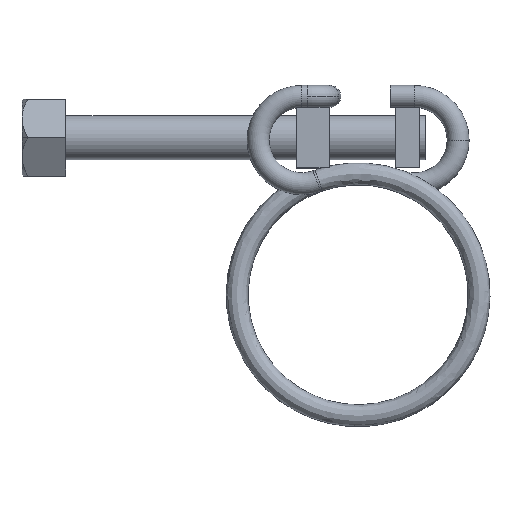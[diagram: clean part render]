
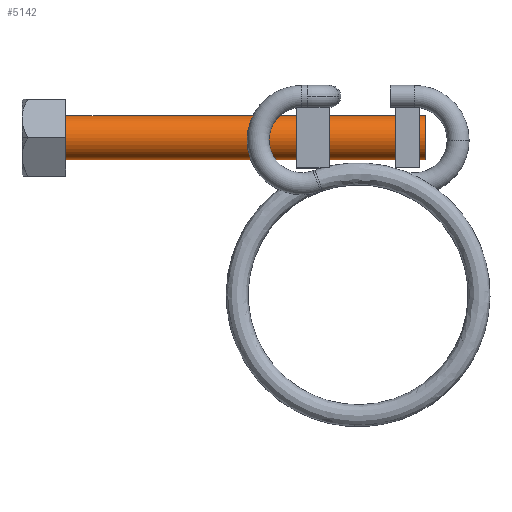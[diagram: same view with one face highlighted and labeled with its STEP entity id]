
A CAD part, top view. The second image highlights one B-rep face of the part: STEP entity #5142.
In plain terms, the highlighted cylindrical face has radius 2 mm (diameter 4 mm), a partial arc.
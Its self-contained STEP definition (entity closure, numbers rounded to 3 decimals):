
#85 = CARTESIAN_POINT ( 'NONE',  ( -26.578, 12.3, 0. ) ) ;
#293 = CIRCLE ( 'NONE', #4358, 2. ) ;
#689 = ORIENTED_EDGE ( 'NONE', *, *, #1533, .T. ) ;
#723 = VECTOR ( 'NONE', #1810, 1000. ) ;
#1082 = ORIENTED_EDGE ( 'NONE', *, *, #4287, .F. ) ;
#1119 = CARTESIAN_POINT ( 'NONE',  ( 6.122, 12.3, 0. ) ) ;
#1291 = ORIENTED_EDGE ( 'NONE', *, *, #6104, .T. ) ;
#1376 = AXIS2_PLACEMENT_3D ( 'NONE', #5497, #8086, #8220 ) ;
#1389 = DIRECTION ( 'NONE',  ( -1., 0., 0. ) ) ;
#1468 = CARTESIAN_POINT ( 'NONE',  ( 6.122, 14.3, 0. ) ) ;
#1476 = CARTESIAN_POINT ( 'NONE',  ( 6.122, 16.3, 0. ) ) ;
#1526 = AXIS2_PLACEMENT_3D ( 'NONE', #1468, #2058, #4855 ) ;
#1533 = EDGE_CURVE ( 'NONE', #4890, #4756, #2446, .T. ) ;
#1810 = DIRECTION ( 'NONE',  ( -1., 0., 0. ) ) ;
#1973 = DIRECTION ( 'NONE',  ( 0., 1., 0. ) ) ;
#2058 = DIRECTION ( 'NONE',  ( -1., 0., 0. ) ) ;
#2147 = CARTESIAN_POINT ( 'NONE',  ( 6.122, 14.3, 0. ) ) ;
#2446 = LINE ( 'NONE', #5248, #723 ) ;
#2823 = ORIENTED_EDGE ( 'NONE', *, *, #3295, .F. ) ;
#3295 = EDGE_CURVE ( 'NONE', #5866, #4979, #8274, .T. ) ;
#4287 = EDGE_CURVE ( 'NONE', #4890, #5866, #293, .T. ) ;
#4358 = AXIS2_PLACEMENT_3D ( 'NONE', #2147, #7569, #1973 ) ;
#4756 = VERTEX_POINT ( 'NONE', #6146 ) ;
#4796 = VECTOR ( 'NONE', #1389, 1000. ) ;
#4855 = DIRECTION ( 'NONE',  ( 0., -1., 0. ) ) ;
#4890 = VERTEX_POINT ( 'NONE', #1476 ) ;
#4979 = VERTEX_POINT ( 'NONE', #85 ) ;
#5142 = ADVANCED_FACE ( 'NONE', ( #8349 ), #7101, .T. ) ;
#5248 = CARTESIAN_POINT ( 'NONE',  ( 6.122, 16.3, 0. ) ) ;
#5497 = CARTESIAN_POINT ( 'NONE',  ( -26.578, 14.3, 0. ) ) ;
#5866 = VERTEX_POINT ( 'NONE', #1119 ) ;
#6104 = EDGE_CURVE ( 'NONE', #4756, #4979, #7598, .T. ) ;
#6146 = CARTESIAN_POINT ( 'NONE',  ( -26.578, 16.3, 0. ) ) ;
#7051 = CARTESIAN_POINT ( 'NONE',  ( 6.122, 12.3, 0. ) ) ;
#7101 = CYLINDRICAL_SURFACE ( 'NONE', #1526, 2. ) ;
#7569 = DIRECTION ( 'NONE',  ( 1., 0., 0. ) ) ;
#7598 = CIRCLE ( 'NONE', #1376, 2. ) ;
#8086 = DIRECTION ( 'NONE',  ( 1., 0., 0. ) ) ;
#8220 = DIRECTION ( 'NONE',  ( 0., 1., 0. ) ) ;
#8274 = LINE ( 'NONE', #7051, #4796 ) ;
#8349 = FACE_OUTER_BOUND ( 'NONE', #8676, .T. ) ;
#8676 = EDGE_LOOP ( 'NONE', ( #1082, #689, #1291, #2823 ) ) ;
